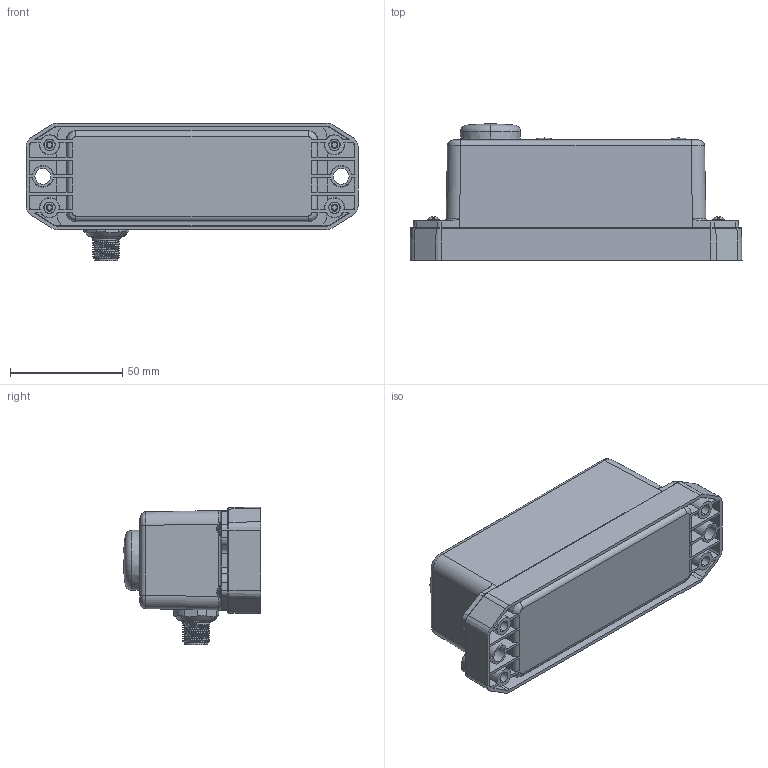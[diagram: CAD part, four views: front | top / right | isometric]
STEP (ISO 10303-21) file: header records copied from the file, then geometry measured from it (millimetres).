
FILE_DESCRIPTION((''),'2;1');
FILE_NAME('221768_EP01','2021-03-10T15:07:55',('iokafor'),('BANNER ENGINEERING CORP.'),'CREO PARAMETRIC BY PTC INC, 2019292','CREO PARAMETRIC BY PTC INC, 2019292','');
FILE_SCHEMA(('AUTOMOTIVE_DESIGN { 1 0 10303 214 1 1 1 1 }'));
Products named in the file (1): 221768_EP01
Bounding box: 148.01 x 61.1 x 61.5 mm (x, y, z)
Volume: 285357.9 mm3; surface area: 45796.2 mm2
Topology: 1 solids, 1 shells, 650 faces, 1774 edges, 1138 vertices
Faces by surface type: plane 291, cylinder 189, cone 62, bspline 54, sphere 28, torus 26
Entity records: 44409 total; most frequent: CARTESIAN_POINT 24616, ORIENTED_EDGE 3508, DIRECTION 3034, EDGE_CURVE 1754, VERTEX_POINT 1138, AXIS2_PLACEMENT_3D 1094, VECTOR 846, LINE 846
